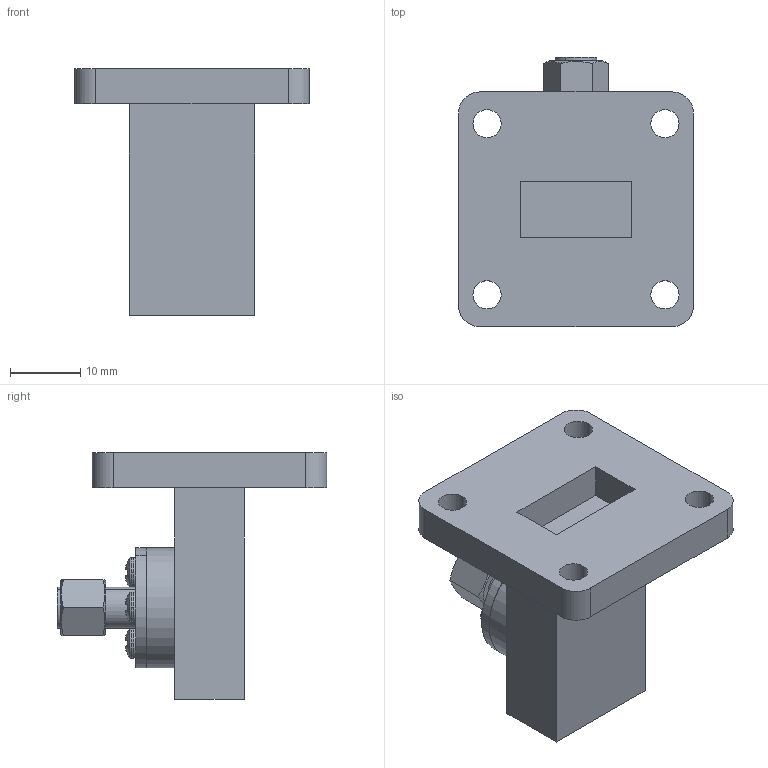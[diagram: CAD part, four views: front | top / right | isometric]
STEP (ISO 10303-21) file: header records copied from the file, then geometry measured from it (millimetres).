
FILE_DESCRIPTION (( 'STEP AP203' ), '1' );
FILE_NAME ('WC-6R-BX1.STEP', '2022-05-10T21:45:33', ( '' ), ( '' ), 'SwSTEP 2.0', 'SolidWorks 2021', '' );
FILE_SCHEMA (( 'CONFIG_CONTROL_DESIGN' ));
Products named in the file (1): WC-6R-BX1
Bounding box: 33.3 x 38.25 x 35 mm (x, y, z)
Volume: 11595.3 mm3; surface area: 7020.3 mm2
Topology: 7 solids, 8 shells, 1339 faces, 3687 edges, 2452 vertices
Faces by surface type: plane 552, bspline 528, cylinder 211, cone 30, torus 12, sphere 6
Entity records: 64788 total; most frequent: CARTESIAN_POINT 35038, ORIENTED_EDGE 7374, DIRECTION 4128, EDGE_CURVE 3687, VERTEX_POINT 2452, LINE 2014, VECTOR 2014, EDGE_LOOP 1441
